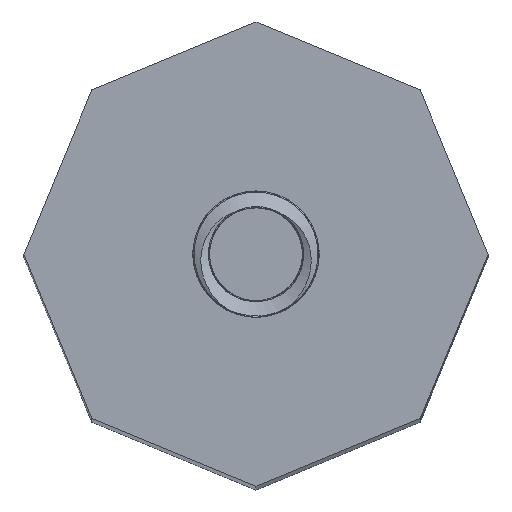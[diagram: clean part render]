
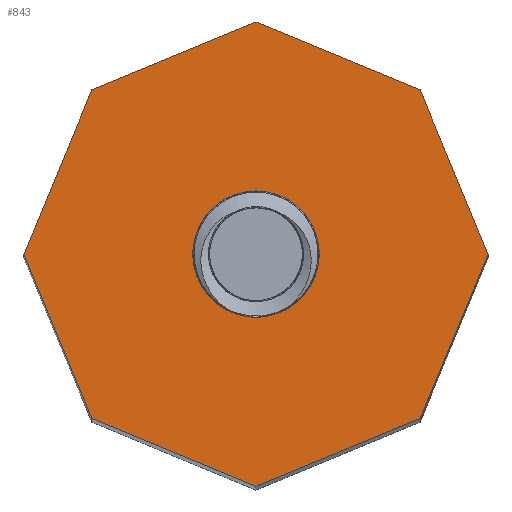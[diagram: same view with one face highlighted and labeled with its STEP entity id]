
A CAD part, top view. The second image highlights one B-rep face of the part: STEP entity #843.
In plain terms, the highlighted planar face has unit normal (0, 0, 1).
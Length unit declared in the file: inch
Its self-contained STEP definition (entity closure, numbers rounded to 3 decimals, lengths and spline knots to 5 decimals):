
#103=FACE_BOUND('',#189,.T.);
#118=PLANE('',#922);
#136=FACE_OUTER_BOUND('',#188,.T.);
#188=EDGE_LOOP('',(#600,#601,#602,#603,#604,#605,#606,#607));
#189=EDGE_LOOP('',(#608));
#233=LINE('',#1119,#278);
#237=LINE('',#1127,#282);
#240=LINE('',#1133,#285);
#243=LINE('',#1139,#288);
#246=LINE('',#1145,#291);
#249=LINE('',#1151,#294);
#252=LINE('',#1157,#297);
#255=LINE('',#1162,#300);
#278=VECTOR('',#969,0.3937);
#282=VECTOR('',#975,0.3937);
#285=VECTOR('',#980,0.3937);
#288=VECTOR('',#985,0.3937);
#291=VECTOR('',#990,0.3937);
#294=VECTOR('',#995,0.3937);
#297=VECTOR('',#1000,0.3937);
#300=VECTOR('',#1005,0.3937);
#324=CIRCLE('',#919,0.15625);
#337=VERTEX_POINT('',#1117);
#338=VERTEX_POINT('',#1118);
#341=VERTEX_POINT('',#1126);
#343=VERTEX_POINT('',#1132);
#345=VERTEX_POINT('',#1138);
#347=VERTEX_POINT('',#1144);
#349=VERTEX_POINT('',#1150);
#351=VERTEX_POINT('',#1156);
#353=VERTEX_POINT('',#1166);
#424=EDGE_CURVE('',#337,#338,#233,.T.);
#428=EDGE_CURVE('',#338,#341,#237,.T.);
#431=EDGE_CURVE('',#341,#343,#240,.T.);
#434=EDGE_CURVE('',#343,#345,#243,.T.);
#437=EDGE_CURVE('',#345,#347,#246,.T.);
#440=EDGE_CURVE('',#347,#349,#249,.T.);
#443=EDGE_CURVE('',#349,#351,#252,.T.);
#446=EDGE_CURVE('',#351,#337,#255,.T.);
#448=EDGE_CURVE('',#353,#353,#324,.T.);
#600=ORIENTED_EDGE('',*,*,#446,.T.);
#601=ORIENTED_EDGE('',*,*,#424,.T.);
#602=ORIENTED_EDGE('',*,*,#428,.T.);
#603=ORIENTED_EDGE('',*,*,#431,.T.);
#604=ORIENTED_EDGE('',*,*,#434,.T.);
#605=ORIENTED_EDGE('',*,*,#437,.T.);
#606=ORIENTED_EDGE('',*,*,#440,.T.);
#607=ORIENTED_EDGE('',*,*,#443,.T.);
#608=ORIENTED_EDGE('',*,*,#448,.T.);
#843=ADVANCED_FACE('',(#136,#103),#118,.T.);
#919=AXIS2_PLACEMENT_3D('',#1167,#1011,#1012);
#922=AXIS2_PLACEMENT_3D('',#1172,#1018,#1019);
#969=DIRECTION('',(0.383,-0.924,0.));
#975=DIRECTION('',(0.924,-0.383,0.));
#980=DIRECTION('',(0.924,0.383,0.));
#985=DIRECTION('',(0.383,0.924,0.));
#990=DIRECTION('',(-0.383,0.924,0.));
#995=DIRECTION('',(-0.924,0.383,0.));
#1000=DIRECTION('',(-0.924,-0.383,0.));
#1005=DIRECTION('',(-0.383,-0.924,0.));
#1011=DIRECTION('center_axis',(0.,0.,-1.));
#1012=DIRECTION('ref_axis',(1.,0.,0.));
#1018=DIRECTION('center_axis',(0.,0.,1.));
#1019=DIRECTION('ref_axis',(1.,0.,0.));
#1117=CARTESIAN_POINT('',(-0.57472,0.,5.9));
#1118=CARTESIAN_POINT('',(-0.40639,-0.40639,5.9));
#1119=CARTESIAN_POINT('',(-0.57472,0.,5.9));
#1126=CARTESIAN_POINT('',(0.,-0.57472,5.9));
#1127=CARTESIAN_POINT('',(-0.40639,-0.40639,5.9));
#1132=CARTESIAN_POINT('',(0.40639,-0.40639,5.9));
#1133=CARTESIAN_POINT('',(0.,-0.57472,5.9));
#1138=CARTESIAN_POINT('',(0.57472,0.,5.9));
#1139=CARTESIAN_POINT('',(0.40639,-0.40639,5.9));
#1144=CARTESIAN_POINT('',(0.40639,0.40639,5.9));
#1145=CARTESIAN_POINT('',(0.57472,0.,5.9));
#1150=CARTESIAN_POINT('',(0.,0.57472,5.9));
#1151=CARTESIAN_POINT('',(0.40639,0.40639,5.9));
#1156=CARTESIAN_POINT('',(-0.40639,0.40639,5.9));
#1157=CARTESIAN_POINT('',(0.,0.57472,5.9));
#1162=CARTESIAN_POINT('',(-0.40639,0.40639,5.9));
#1166=CARTESIAN_POINT('',(-0.15625,0.,5.9));
#1167=CARTESIAN_POINT('Origin',(0.,0.,5.9));
#1172=CARTESIAN_POINT('Origin',(0.,0.,5.9));
